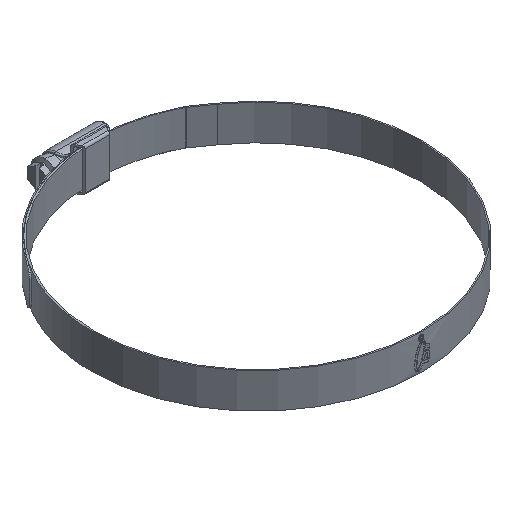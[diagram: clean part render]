
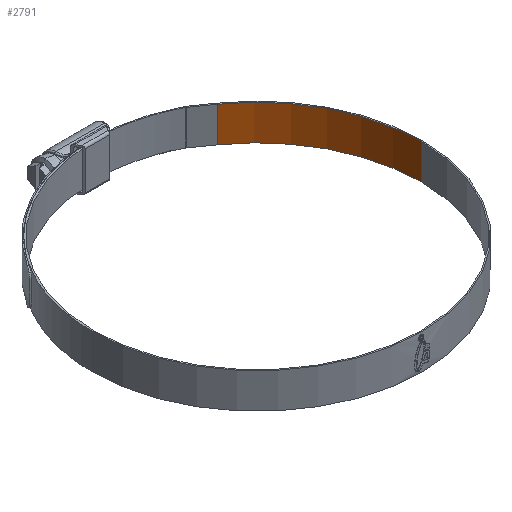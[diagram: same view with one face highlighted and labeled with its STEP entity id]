
A CAD part, isometric view. The second image highlights one B-rep face of the part: STEP entity #2791.
In plain terms, the highlighted cylindrical face has radius 66.5 mm (diameter 133 mm), a partial arc.
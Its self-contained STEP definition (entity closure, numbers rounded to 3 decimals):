
#6 = CARTESIAN_POINT ( 'NONE',  ( 38.143, 54.474, -7.135 ) ) ;
#36 = DIRECTION ( 'NONE',  ( 0., 0., -1. ) ) ;
#147 = CARTESIAN_POINT ( 'NONE',  ( 66.5, 0., 7.135 ) ) ;
#610 = DIRECTION ( 'NONE',  ( 1., 0., 0. ) ) ;
#924 = VERTEX_POINT ( 'NONE', #2347 ) ;
#1260 = VERTEX_POINT ( 'NONE', #6224 ) ;
#1465 = ORIENTED_EDGE ( 'NONE', *, *, #5859, .F. ) ;
#1624 = DIRECTION ( 'NONE',  ( 0., 0., 1. ) ) ;
#1697 = EDGE_CURVE ( 'NONE', #924, #4872, #5927, .T. ) ;
#1727 = DIRECTION ( 'NONE',  ( 0., 0., -1. ) ) ;
#1928 = CIRCLE ( 'NONE', #2684, 66.5 ) ;
#1957 = DIRECTION ( 'NONE',  ( -1., 0., 0. ) ) ;
#2271 = LINE ( 'NONE', #6975, #5644 ) ;
#2347 = CARTESIAN_POINT ( 'NONE',  ( 38.143, 54.474, 7.135 ) ) ;
#2588 = CARTESIAN_POINT ( 'NONE',  ( 0., 0., 7.135 ) ) ;
#2615 = FACE_OUTER_BOUND ( 'NONE', #5291, .T. ) ;
#2684 = AXIS2_PLACEMENT_3D ( 'NONE', #2588, #5014, #3294 ) ;
#2791 = ADVANCED_FACE ( 'NONE', ( #2615 ), #7326, .F. ) ;
#3006 = CARTESIAN_POINT ( 'NONE',  ( 38.143, 54.474, 7.135 ) ) ;
#3054 = CARTESIAN_POINT ( 'NONE',  ( 0., 0., 7.135 ) ) ;
#3294 = DIRECTION ( 'NONE',  ( 1., 0., 0. ) ) ;
#3750 = VECTOR ( 'NONE', #36, 1000. ) ;
#4021 = ORIENTED_EDGE ( 'NONE', *, *, #1697, .T. ) ;
#4629 = ORIENTED_EDGE ( 'NONE', *, *, #5713, .T. ) ;
#4844 = DIRECTION ( 'NONE',  ( 0., 0., -1. ) ) ;
#4872 = VERTEX_POINT ( 'NONE', #6 ) ;
#5014 = DIRECTION ( 'NONE',  ( 0., 0., 1. ) ) ;
#5291 = EDGE_LOOP ( 'NONE', ( #1465, #4629, #4021, #6941 ) ) ;
#5644 = VECTOR ( 'NONE', #1727, 1000. ) ;
#5713 = EDGE_CURVE ( 'NONE', #6468, #924, #1928, .T. ) ;
#5859 = EDGE_CURVE ( 'NONE', #6468, #1260, #2271, .T. ) ;
#5927 = LINE ( 'NONE', #3006, #3750 ) ;
#6089 = AXIS2_PLACEMENT_3D ( 'NONE', #3054, #4844, #1957 ) ;
#6187 = EDGE_CURVE ( 'NONE', #1260, #4872, #6250, .T. ) ;
#6224 = CARTESIAN_POINT ( 'NONE',  ( 66.5, 0., -7.135 ) ) ;
#6250 = CIRCLE ( 'NONE', #7483, 66.5 ) ;
#6468 = VERTEX_POINT ( 'NONE', #147 ) ;
#6714 = CARTESIAN_POINT ( 'NONE',  ( 0., 0., -7.135 ) ) ;
#6941 = ORIENTED_EDGE ( 'NONE', *, *, #6187, .F. ) ;
#6975 = CARTESIAN_POINT ( 'NONE',  ( 66.5, 0., 7.135 ) ) ;
#7326 = CYLINDRICAL_SURFACE ( 'NONE', #6089, 66.5 ) ;
#7483 = AXIS2_PLACEMENT_3D ( 'NONE', #6714, #1624, #610 ) ;
